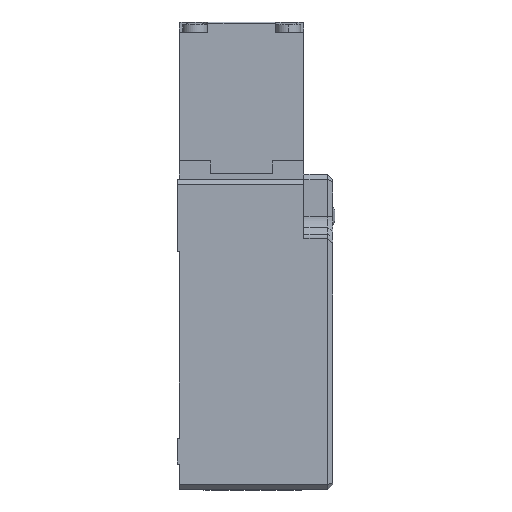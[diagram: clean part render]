
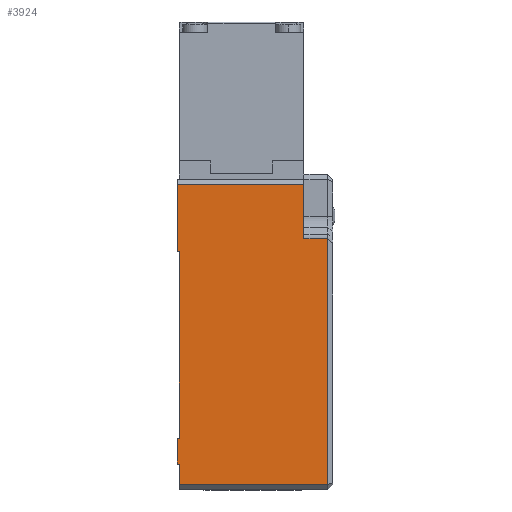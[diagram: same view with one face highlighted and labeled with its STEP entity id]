
A CAD part, left-side view. The second image highlights one B-rep face of the part: STEP entity #3924.
In plain terms, the highlighted planar face has unit normal (-1, 0, 0).
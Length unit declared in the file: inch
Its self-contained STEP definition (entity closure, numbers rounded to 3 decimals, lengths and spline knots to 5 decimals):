
#5 = VERTEX_POINT ( 'NONE', #2431 ) ;
#66 = ORIENTED_EDGE ( 'NONE', *, *, #1284, .T. ) ;
#102 = DIRECTION ( 'NONE',  ( 0., 0., -1. ) ) ;
#112 = EDGE_LOOP ( 'NONE', ( #513, #66, #2465, #2275, #365, #4265, #2579, #2726, #2780, #1170, #1626, #3812 ) ) ;
#129 = EDGE_CURVE ( 'NONE', #2199, #4057, #1347, .T. ) ;
#131 = CARTESIAN_POINT ( 'NONE',  ( -0.59646, 0., -0.9252 ) ) ;
#334 = CARTESIAN_POINT ( 'NONE',  ( -0.59646, -0.01575, -0.29528 ) ) ;
#356 = VECTOR ( 'NONE', #1369, 39.37008 ) ;
#365 = ORIENTED_EDGE ( 'NONE', *, *, #129, .T. ) ;
#443 = FACE_OUTER_BOUND ( 'NONE', #112, .T. ) ;
#489 = LINE ( 'NONE', #723, #3285 ) ;
#513 = ORIENTED_EDGE ( 'NONE', *, *, #4914, .T. ) ;
#554 = VERTEX_POINT ( 'NONE', #3323 ) ;
#566 = DIRECTION ( 'NONE',  ( 0., -1., 0. ) ) ;
#723 = CARTESIAN_POINT ( 'NONE',  ( -0.59646, 0., -1.7126 ) ) ;
#838 = VECTOR ( 'NONE', #4342, 39.37008 ) ;
#875 = LINE ( 'NONE', #4420, #3720 ) ;
#889 = DIRECTION ( 'NONE',  ( 0., 0., -1. ) ) ;
#929 = CARTESIAN_POINT ( 'NONE',  ( -0.59646, 0., 0.21654 ) ) ;
#1067 = LINE ( 'NONE', #2083, #1453 ) ;
#1106 = CARTESIAN_POINT ( 'NONE',  ( -0.59646, 0., -2.06693 ) ) ;
#1170 = ORIENTED_EDGE ( 'NONE', *, *, #5171, .T. ) ;
#1172 = DIRECTION ( 'NONE',  ( 0., -1., 0. ) ) ;
#1282 = DIRECTION ( 'NONE',  ( 0., -1., 0. ) ) ;
#1284 = EDGE_CURVE ( 'NONE', #1545, #3447, #1778, .T. ) ;
#1305 = CARTESIAN_POINT ( 'NONE',  ( -0.59646, 0., -0.9252 ) ) ;
#1347 = LINE ( 'NONE', #1106, #838 ) ;
#1369 = DIRECTION ( 'NONE',  ( 0., 0., 1. ) ) ;
#1424 = CARTESIAN_POINT ( 'NONE',  ( -0.59646, -0.96063, 0.21654 ) ) ;
#1453 = VECTOR ( 'NONE', #1282, 39.37008 ) ;
#1461 = LINE ( 'NONE', #929, #5119 ) ;
#1516 = EDGE_CURVE ( 'NONE', #2680, #5, #1067, .T. ) ;
#1545 = VERTEX_POINT ( 'NONE', #3020 ) ;
#1563 = DIRECTION ( 'NONE',  ( 0., 1., 0. ) ) ;
#1575 = DIRECTION ( 'NONE',  ( -1., 0., 0. ) ) ;
#1597 = EDGE_CURVE ( 'NONE', #3972, #4562, #3537, .T. ) ;
#1626 = ORIENTED_EDGE ( 'NONE', *, *, #3772, .T. ) ;
#1777 = CARTESIAN_POINT ( 'NONE',  ( -0.59646, -0.96063, -0.19685 ) ) ;
#1778 = LINE ( 'NONE', #1305, #4887 ) ;
#1821 = CARTESIAN_POINT ( 'NONE',  ( -0.59646, -0.01575, -1.7126 ) ) ;
#1881 = AXIS2_PLACEMENT_3D ( 'NONE', #2723, #1575, #3577 ) ;
#2020 = VECTOR ( 'NONE', #4932, 39.37008 ) ;
#2037 = CARTESIAN_POINT ( 'NONE',  ( -0.59646, 0., -1.90945 ) ) ;
#2076 = EDGE_CURVE ( 'NONE', #4057, #5, #2764, .T. ) ;
#2083 = CARTESIAN_POINT ( 'NONE',  ( -0.59646, -2.3796, -0.19685 ) ) ;
#2199 = VERTEX_POINT ( 'NONE', #4278 ) ;
#2253 = VERTEX_POINT ( 'NONE', #1424 ) ;
#2275 = ORIENTED_EDGE ( 'NONE', *, *, #3028, .T. ) ;
#2349 = LINE ( 'NONE', #3998, #4371 ) ;
#2431 = CARTESIAN_POINT ( 'NONE',  ( -0.59646, -1.14173, -0.19685 ) ) ;
#2465 = ORIENTED_EDGE ( 'NONE', *, *, #3947, .T. ) ;
#2541 = DIRECTION ( 'NONE',  ( 0., 1., 0. ) ) ;
#2579 = ORIENTED_EDGE ( 'NONE', *, *, #1516, .F. ) ;
#2616 = CARTESIAN_POINT ( 'NONE',  ( -0.59646, 0., -0.29528 ) ) ;
#2640 = VERTEX_POINT ( 'NONE', #3688 ) ;
#2656 = VECTOR ( 'NONE', #566, 39.37008 ) ;
#2680 = VERTEX_POINT ( 'NONE', #1777 ) ;
#2723 = CARTESIAN_POINT ( 'NONE',  ( -0.59646, 0., -2.06693 ) ) ;
#2726 = ORIENTED_EDGE ( 'NONE', *, *, #4877, .F. ) ;
#2764 = LINE ( 'NONE', #4967, #356 ) ;
#2779 = VECTOR ( 'NONE', #3379, 39.37008 ) ;
#2780 = ORIENTED_EDGE ( 'NONE', *, *, #3651, .T. ) ;
#2856 = VECTOR ( 'NONE', #889, 39.37008 ) ;
#2894 = CARTESIAN_POINT ( 'NONE',  ( -0.59646, -0.01575, -3.32677 ) ) ;
#3020 = CARTESIAN_POINT ( 'NONE',  ( -0.59646, 0., -1.7126 ) ) ;
#3028 = EDGE_CURVE ( 'NONE', #2640, #2199, #4377, .T. ) ;
#3207 = CARTESIAN_POINT ( 'NONE',  ( -0.59646, -1.14173, -2.06693 ) ) ;
#3285 = VECTOR ( 'NONE', #1563, 39.37008 ) ;
#3323 = CARTESIAN_POINT ( 'NONE',  ( -0.59646, 0., 0.21654 ) ) ;
#3379 = DIRECTION ( 'NONE',  ( 0., 0., -1. ) ) ;
#3447 = VERTEX_POINT ( 'NONE', #2037 ) ;
#3537 = LINE ( 'NONE', #1821, #2779 ) ;
#3577 = DIRECTION ( 'NONE',  ( 0., 0., 1. ) ) ;
#3607 = LINE ( 'NONE', #2616, #2656 ) ;
#3651 = EDGE_CURVE ( 'NONE', #2253, #554, #1461, .T. ) ;
#3688 = CARTESIAN_POINT ( 'NONE',  ( -0.59646, -0.01575, -1.90945 ) ) ;
#3720 = VECTOR ( 'NONE', #4365, 39.37008 ) ;
#3772 = EDGE_CURVE ( 'NONE', #5022, #3972, #3607, .T. ) ;
#3774 = LINE ( 'NONE', #131, #2020 ) ;
#3812 = ORIENTED_EDGE ( 'NONE', *, *, #1597, .T. ) ;
#3924 = ADVANCED_FACE ( 'NONE', ( #443 ), #4800, .T. ) ;
#3947 = EDGE_CURVE ( 'NONE', #3447, #2640, #2349, .T. ) ;
#3972 = VERTEX_POINT ( 'NONE', #334 ) ;
#3998 = CARTESIAN_POINT ( 'NONE',  ( -0.59646, 0., -1.90945 ) ) ;
#4057 = VERTEX_POINT ( 'NONE', #3207 ) ;
#4239 = CARTESIAN_POINT ( 'NONE',  ( -0.59646, -0.01575, -1.7126 ) ) ;
#4265 = ORIENTED_EDGE ( 'NONE', *, *, #2076, .T. ) ;
#4278 = CARTESIAN_POINT ( 'NONE',  ( -0.59646, -0.01575, -2.06693 ) ) ;
#4342 = DIRECTION ( 'NONE',  ( 0., -1., 0. ) ) ;
#4365 = DIRECTION ( 'NONE',  ( 0., 0., -1. ) ) ;
#4371 = VECTOR ( 'NONE', #1172, 39.37008 ) ;
#4377 = LINE ( 'NONE', #2894, #2856 ) ;
#4420 = CARTESIAN_POINT ( 'NONE',  ( -0.59646, -0.96063, 0.25591 ) ) ;
#4562 = VERTEX_POINT ( 'NONE', #4239 ) ;
#4800 = PLANE ( 'NONE',  #1881 ) ;
#4877 = EDGE_CURVE ( 'NONE', #2253, #2680, #875, .T. ) ;
#4887 = VECTOR ( 'NONE', #102, 39.37008 ) ;
#4914 = EDGE_CURVE ( 'NONE', #4562, #1545, #489, .T. ) ;
#4932 = DIRECTION ( 'NONE',  ( 0., 0., -1. ) ) ;
#4967 = CARTESIAN_POINT ( 'NONE',  ( -0.59646, -1.14173, -2.06693 ) ) ;
#5022 = VERTEX_POINT ( 'NONE', #5252 ) ;
#5119 = VECTOR ( 'NONE', #2541, 39.37008 ) ;
#5171 = EDGE_CURVE ( 'NONE', #554, #5022, #3774, .T. ) ;
#5252 = CARTESIAN_POINT ( 'NONE',  ( -0.59646, 0., -0.29528 ) ) ;
